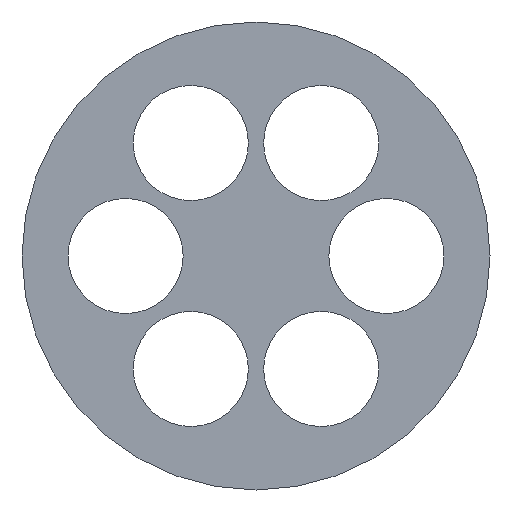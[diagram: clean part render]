
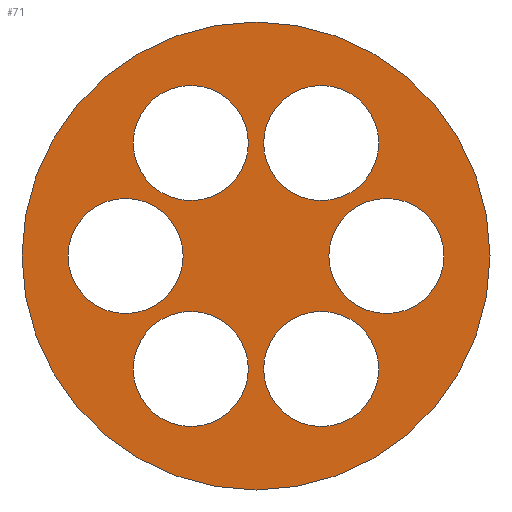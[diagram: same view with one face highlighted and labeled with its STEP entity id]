
A CAD part, left-side view. The second image highlights one B-rep face of the part: STEP entity #71.
In plain terms, the highlighted planar face has unit normal (-1, 0, 0).
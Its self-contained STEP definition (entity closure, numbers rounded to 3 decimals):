
#71 = ADVANCED_FACE( '', ( #172, #173, #174, #175, #176, #177, #178 ), #179, .F. );
#172 = FACE_BOUND( '', #305, .T. );
#173 = FACE_BOUND( '', #306, .T. );
#174 = FACE_BOUND( '', #307, .T. );
#175 = FACE_BOUND( '', #308, .T. );
#176 = FACE_BOUND( '', #309, .T. );
#177 = FACE_BOUND( '', #310, .T. );
#178 = FACE_OUTER_BOUND( '', #311, .T. );
#179 = PLANE( '', #312 );
#305 = EDGE_LOOP( '', ( #481 ) );
#306 = EDGE_LOOP( '', ( #482 ) );
#307 = EDGE_LOOP( '', ( #483 ) );
#308 = EDGE_LOOP( '', ( #484 ) );
#309 = EDGE_LOOP( '', ( #485 ) );
#310 = EDGE_LOOP( '', ( #486 ) );
#311 = EDGE_LOOP( '', ( #487 ) );
#312 = AXIS2_PLACEMENT_3D( '', #488, #489, #490 );
#481 = ORIENTED_EDGE( '', *, *, #770, .T. );
#482 = ORIENTED_EDGE( '', *, *, #771, .T. );
#483 = ORIENTED_EDGE( '', *, *, #772, .T. );
#484 = ORIENTED_EDGE( '', *, *, #773, .T. );
#485 = ORIENTED_EDGE( '', *, *, #774, .T. );
#486 = ORIENTED_EDGE( '', *, *, #775, .T. );
#487 = ORIENTED_EDGE( '', *, *, #776, .F. );
#488 = CARTESIAN_POINT( '', ( 0., 0., 0. ) );
#489 = DIRECTION( '', ( 1., 0., 0. ) );
#490 = DIRECTION( '', ( 0., 0., -1. ) );
#770 = EDGE_CURVE( '', #933, #933, #934, .T. );
#771 = EDGE_CURVE( '', #935, #935, #936, .T. );
#772 = EDGE_CURVE( '', #937, #937, #938, .T. );
#773 = EDGE_CURVE( '', #939, #939, #940, .T. );
#774 = EDGE_CURVE( '', #941, #941, #942, .T. );
#775 = EDGE_CURVE( '', #943, #943, #944, .T. );
#776 = EDGE_CURVE( '', #945, #945, #946, .T. );
#933 = VERTEX_POINT( '', #1143 );
#934 = CIRCLE( '', #1144, 3.75 );
#935 = VERTEX_POINT( '', #1145 );
#936 = CIRCLE( '', #1146, 3.75 );
#937 = VERTEX_POINT( '', #1147 );
#938 = CIRCLE( '', #1148, 3.75 );
#939 = VERTEX_POINT( '', #1149 );
#940 = CIRCLE( '', #1150, 3.75 );
#941 = VERTEX_POINT( '', #1151 );
#942 = CIRCLE( '', #1152, 3.75 );
#943 = VERTEX_POINT( '', #1153 );
#944 = CIRCLE( '', #1154, 3.75 );
#945 = VERTEX_POINT( '', #1155 );
#946 = CIRCLE( '', #1156, 15.25 );
#1143 = CARTESIAN_POINT( '', ( 0., -4.25, 3.611 ) );
#1144 = AXIS2_PLACEMENT_3D( '', #1340, #1341, #1342 );
#1145 = CARTESIAN_POINT( '', ( 0., 4.25, 3.611 ) );
#1146 = AXIS2_PLACEMENT_3D( '', #1343, #1344, #1345 );
#1147 = CARTESIAN_POINT( '', ( 0., -8.5, -3.75 ) );
#1148 = AXIS2_PLACEMENT_3D( '', #1346, #1347, #1348 );
#1149 = CARTESIAN_POINT( '', ( 0., 8.5, -3.75 ) );
#1150 = AXIS2_PLACEMENT_3D( '', #1349, #1350, #1351 );
#1151 = CARTESIAN_POINT( '', ( 0., -4.25, -11.111 ) );
#1152 = AXIS2_PLACEMENT_3D( '', #1352, #1353, #1354 );
#1153 = CARTESIAN_POINT( '', ( 0., 4.25, -11.111 ) );
#1154 = AXIS2_PLACEMENT_3D( '', #1355, #1356, #1357 );
#1155 = CARTESIAN_POINT( '', ( 0., 0., -15.25 ) );
#1156 = AXIS2_PLACEMENT_3D( '', #1358, #1359, #1360 );
#1340 = CARTESIAN_POINT( '', ( 0., -4.25, 7.361 ) );
#1341 = DIRECTION( '', ( 1., 0., 0. ) );
#1342 = DIRECTION( '', ( 0., 0., -1. ) );
#1343 = CARTESIAN_POINT( '', ( 0., 4.25, 7.361 ) );
#1344 = DIRECTION( '', ( 1., 0., 0. ) );
#1345 = DIRECTION( '', ( 0., 0., -1. ) );
#1346 = CARTESIAN_POINT( '', ( 0., -8.5, 0. ) );
#1347 = DIRECTION( '', ( 1., 0., 0. ) );
#1348 = DIRECTION( '', ( 0., 0., -1. ) );
#1349 = CARTESIAN_POINT( '', ( 0., 8.5, 0. ) );
#1350 = DIRECTION( '', ( 1., 0., 0. ) );
#1351 = DIRECTION( '', ( 0., 0., -1. ) );
#1352 = CARTESIAN_POINT( '', ( 0., -4.25, -7.361 ) );
#1353 = DIRECTION( '', ( 1., 0., 0. ) );
#1354 = DIRECTION( '', ( 0., 0., -1. ) );
#1355 = CARTESIAN_POINT( '', ( 0., 4.25, -7.361 ) );
#1356 = DIRECTION( '', ( 1., 0., 0. ) );
#1357 = DIRECTION( '', ( 0., 0., -1. ) );
#1358 = CARTESIAN_POINT( '', ( 0., 0., 0. ) );
#1359 = DIRECTION( '', ( 1., 0., 0. ) );
#1360 = DIRECTION( '', ( 0., 0., -1. ) );
